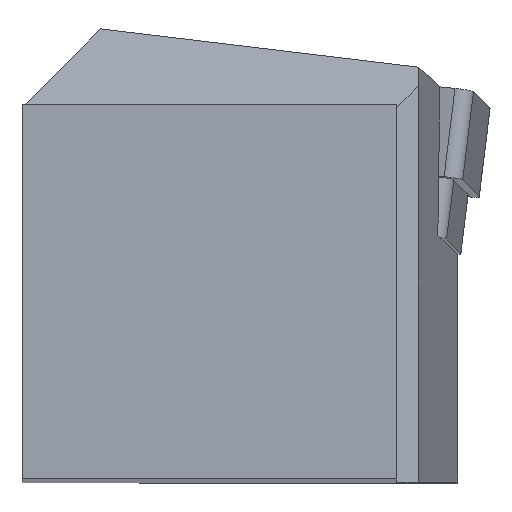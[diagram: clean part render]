
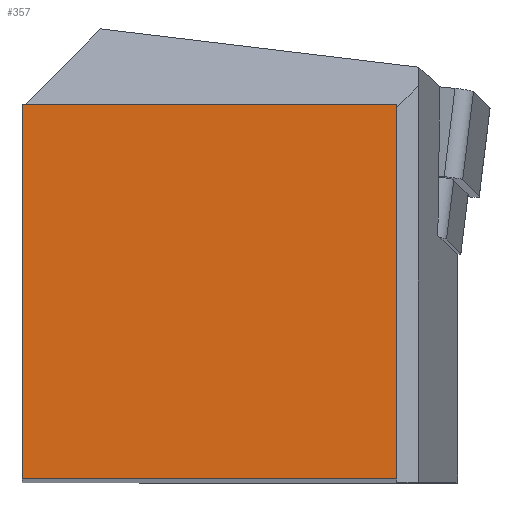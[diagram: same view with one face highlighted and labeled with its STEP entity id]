
A CAD part, top view. The second image highlights one B-rep face of the part: STEP entity #357.
In plain terms, the highlighted planar face has unit normal (0, 0, 1).
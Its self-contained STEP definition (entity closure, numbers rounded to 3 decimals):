
#82=PLANE('',#958);
#120=FACE_OUTER_BOUND('',#428,.T.);
#160=LINE('',#1304,#255);
#166=LINE('',#1316,#261);
#208=LINE('',#1410,#303);
#210=LINE('',#1415,#305);
#255=VECTOR('',#1058,1.);
#261=VECTOR('',#1066,1.);
#303=VECTOR('',#1154,1.);
#305=VECTOR('',#1160,1.);
#357=ADVANCED_FACE('',(#120),#82,.T.);
#428=EDGE_LOOP('',(#617,#618,#619,#620));
#617=ORIENTED_EDGE('',*,*,#799,.T.);
#618=ORIENTED_EDGE('',*,*,#855,.T.);
#619=ORIENTED_EDGE('',*,*,#853,.T.);
#620=ORIENTED_EDGE('',*,*,#805,.T.);
#710=VERTEX_POINT('',#1303);
#711=VERTEX_POINT('',#1305);
#716=VERTEX_POINT('',#1317);
#745=VERTEX_POINT('',#1411);
#799=EDGE_CURVE('',#711,#710,#160,.T.);
#805=EDGE_CURVE('',#716,#711,#166,.T.);
#853=EDGE_CURVE('',#745,#716,#208,.T.);
#855=EDGE_CURVE('',#710,#745,#210,.T.);
#958=AXIS2_PLACEMENT_3D('',#1417,#1163,#1164);
#1058=DIRECTION('',(0.,1.,0.));
#1066=DIRECTION('',(1.,0.,0.));
#1154=DIRECTION('',(0.,-1.,0.));
#1160=DIRECTION('',(-1.,0.,0.));
#1163=DIRECTION('',(0.,0.,1.));
#1164=DIRECTION('',(0.,-1.,0.));
#1303=CARTESIAN_POINT('',(20.,20.,0.));
#1304=CARTESIAN_POINT('',(20.,0.,0.));
#1305=CARTESIAN_POINT('',(20.,0.,0.));
#1316=CARTESIAN_POINT('',(0.,0.,0.));
#1317=CARTESIAN_POINT('',(0.,0.,0.));
#1410=CARTESIAN_POINT('',(0.,20.,0.));
#1411=CARTESIAN_POINT('',(0.,20.,0.));
#1415=CARTESIAN_POINT('',(20.,20.,0.));
#1417=CARTESIAN_POINT('',(10.,10.,0.));
